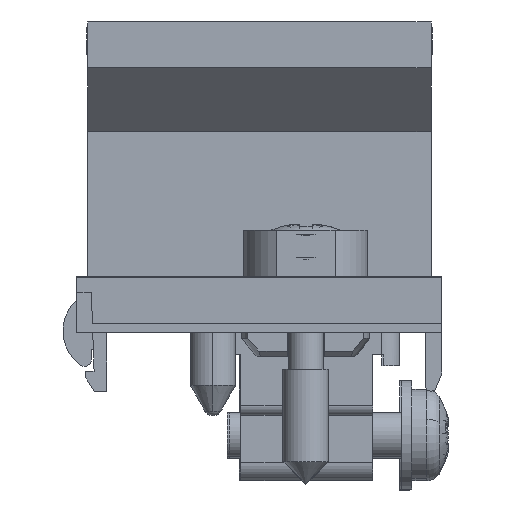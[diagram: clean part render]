
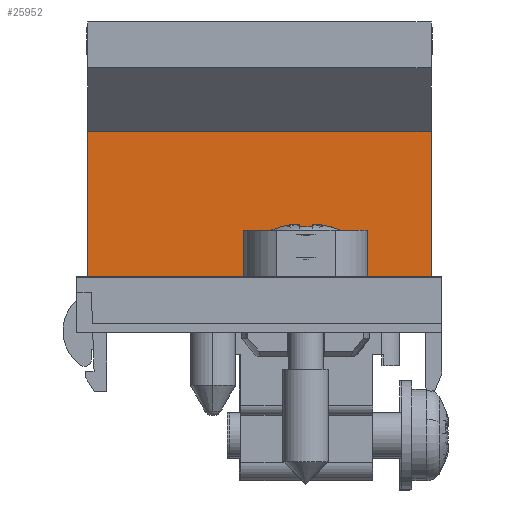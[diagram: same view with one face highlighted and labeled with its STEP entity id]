
A CAD part, left-side view. The second image highlights one B-rep face of the part: STEP entity #25952.
In plain terms, the highlighted planar face has unit normal (-1, 0, 0).
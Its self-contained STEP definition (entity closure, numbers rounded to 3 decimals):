
#25867 = VERTEX_POINT('',#25868);
#25868 = CARTESIAN_POINT('',(109.7,0.6,
    7.9));
#25876 = VERTEX_POINT('',#25877);
#25877 = CARTESIAN_POINT('',(109.7,19.38,
    7.9));
#25883 = EDGE_CURVE('',#25867,#25876,#25884,.T.);
#25884 = LINE('',#25885,#25886);
#25885 = CARTESIAN_POINT('',(109.7,9.99,
    7.9));
#25886 = VECTOR('',#25887,1.);
#25887 = DIRECTION('',(0.,1.,0.));
#25952 = ADVANCED_FACE('',(#25953),#25978,.T.);
#25953 = FACE_BOUND('',#25954,.T.);
#25954 = EDGE_LOOP('',(#25955,#25963,#25964,#25972));
#25955 = ORIENTED_EDGE('',*,*,#25956,.F.);
#25956 = EDGE_CURVE('',#25867,#25957,#25959,.T.);
#25957 = VERTEX_POINT('',#25958);
#25958 = CARTESIAN_POINT('',(109.7,0.6,
    -0.1));
#25959 = LINE('',#25960,#25961);
#25960 = CARTESIAN_POINT('',(109.7,0.6,
    6.9));
#25961 = VECTOR('',#25962,1.);
#25962 = DIRECTION('',(0.,0.,-1.));
#25963 = ORIENTED_EDGE('',*,*,#25883,.T.);
#25964 = ORIENTED_EDGE('',*,*,#25965,.F.);
#25965 = EDGE_CURVE('',#25966,#25876,#25968,.T.);
#25966 = VERTEX_POINT('',#25967);
#25967 = CARTESIAN_POINT('',(109.7,19.38,
    -0.1));
#25968 = LINE('',#25969,#25970);
#25969 = CARTESIAN_POINT('',(109.7,19.38,
    6.9));
#25970 = VECTOR('',#25971,1.);
#25971 = DIRECTION('',(0.,0.,1.));
#25972 = ORIENTED_EDGE('',*,*,#25973,.F.);
#25973 = EDGE_CURVE('',#25957,#25966,#25974,.T.);
#25974 = LINE('',#25975,#25976);
#25975 = CARTESIAN_POINT('',(109.7,9.99,
    -0.1));
#25976 = VECTOR('',#25977,1.);
#25977 = DIRECTION('',(0.,1.,0.));
#25978 = PLANE('',#25979);
#25979 = AXIS2_PLACEMENT_3D('',#25980,#25981,#25982);
#25980 = CARTESIAN_POINT('',(109.7,19.38,
    7.9));
#25981 = DIRECTION('',(-1.,0.,0.));
#25982 = DIRECTION('',(0.,0.,1.));
